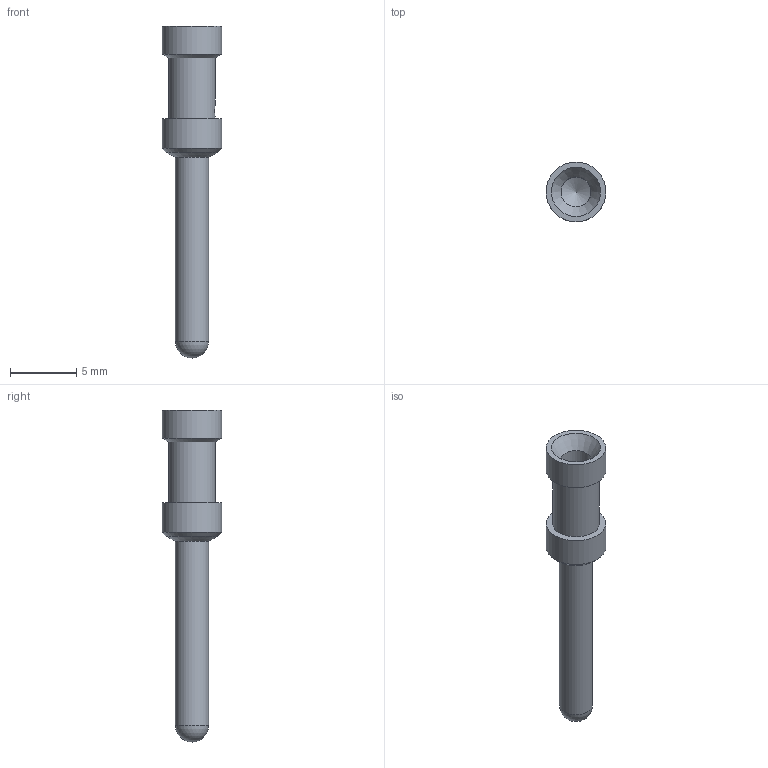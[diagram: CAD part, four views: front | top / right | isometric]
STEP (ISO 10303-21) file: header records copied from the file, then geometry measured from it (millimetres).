
FILE_DESCRIPTION(/* description */ (''),/* implementation_level */ '2;1');
FILE_NAME(/* name */ '3D_CEGM-2.5.stp',/* time_stamp */ '2026-02-19T22:33:48+03:00',/* author */ ('krute'),/* organization */ (''),/* preprocessor_version */ 'ST-DEVELOPER v20.1',/* originating_system */ 'Autodesk Inventor 2026',/* authorisation */ '');
FILE_SCHEMA (('CONFIG_CONTROL_DESIGN'));
Length unit declared in the file: millimetre
Products named in the file (1): 3D_1010191101001_CESM-2.5_V1.0
Bounding box: 4.5 x 4.5 x 25 mm (x, y, z)
Volume: 163.1 mm3; surface area: 322.3 mm2
Topology: 1 solids, 1 shells, 14 faces, 35 edges, 21 vertices
Faces by surface type: cylinder 6, cone 5, plane 2, sphere 1
Full cylindrical faces by diameter (mm): 0.9 x1, 2.25 x1, 2.5 x1, 3.5 x1, 4.5 x2
Entity records: 511 total; most frequent: CARTESIAN_POINT 141, DIRECTION 69, ORIENTED_EDGE 66, EDGE_CURVE 33, AXIS2_PLACEMENT_3D 28, VERTEX_POINT 21, EDGE_LOOP 16, FACE_OUTER_BOUND 14
